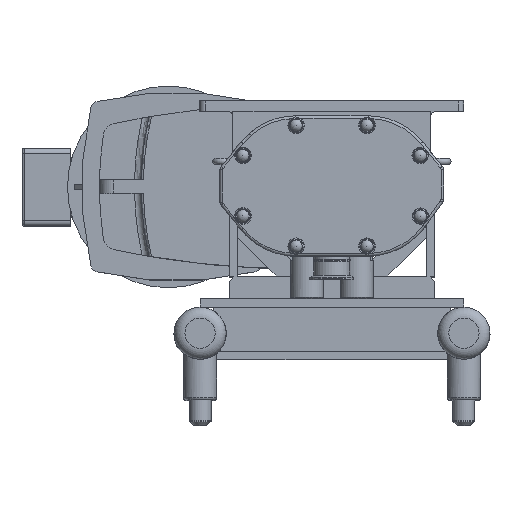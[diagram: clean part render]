
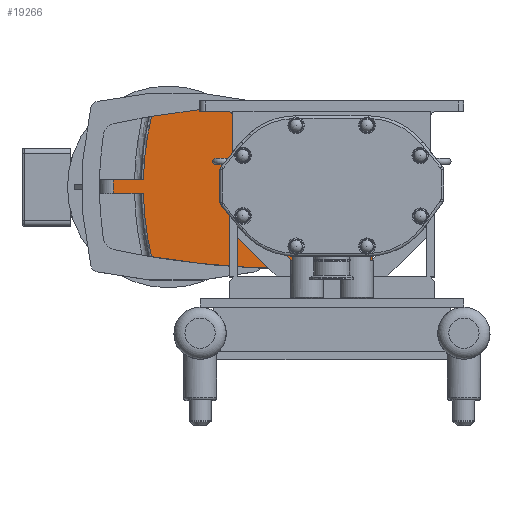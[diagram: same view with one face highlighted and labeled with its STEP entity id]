
A CAD part, top view. The second image highlights one B-rep face of the part: STEP entity #19266.
In plain terms, the highlighted planar face has unit normal (0, 0, 1).
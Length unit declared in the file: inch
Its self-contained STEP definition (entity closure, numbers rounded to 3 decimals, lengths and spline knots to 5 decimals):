
#961=PLANE('',#21253);
#2009=LINE('',#32817,#3486);
#2013=LINE('',#32825,#3490);
#2016=LINE('',#32831,#3493);
#2033=LINE('',#32958,#3510);
#2163=LINE('',#33388,#3640);
#3486=VECTOR('',#25657,0.3937);
#3490=VECTOR('',#25663,0.3937);
#3493=VECTOR('',#25668,0.3937);
#3510=VECTOR('',#25735,0.3937);
#3640=VECTOR('',#26097,0.3937);
#4446=FACE_BOUND('',#6566,.T.);
#5424=FACE_OUTER_BOUND('',#6565,.T.);
#6565=EDGE_LOOP('',(#16996,#16997,#16998,#16999,#17000,#17001,#17002,#17003,
#17004,#17005));
#6566=EDGE_LOOP('',(#17006));
#7615=CIRCLE('',#21104,3.1145);
#7629=CIRCLE('',#21123,39.37);
#7632=CIRCLE('',#21129,15.12);
#7683=CIRCLE('',#21252,13.76);
#7684=CIRCLE('',#21254,13.76);
#7685=CIRCLE('',#21255,39.37);
#9150=VERTEX_POINT('',#32815);
#9151=VERTEX_POINT('',#32816);
#9154=VERTEX_POINT('',#32824);
#9156=VERTEX_POINT('',#32830);
#9158=VERTEX_POINT('',#32836);
#9178=VERTEX_POINT('',#32882);
#9188=VERTEX_POINT('',#32946);
#9189=VERTEX_POINT('',#32957);
#9190=VERTEX_POINT('',#32979);
#9307=VERTEX_POINT('',#33387);
#9308=VERTEX_POINT('',#33423);
#11722=EDGE_CURVE('',#9150,#9151,#2009,.T.);
#11726=EDGE_CURVE('',#9151,#9154,#2013,.T.);
#11729=EDGE_CURVE('',#9156,#9150,#2016,.T.);
#11733=EDGE_CURVE('',#9158,#9158,#7615,.T.);
#11761=EDGE_CURVE('',#9154,#9178,#7629,.T.);
#11767=EDGE_CURVE('',#9189,#9188,#2033,.T.);
#11771=EDGE_CURVE('',#9189,#9190,#7632,.T.);
#11950=EDGE_CURVE('',#9307,#9190,#2163,.T.);
#11956=EDGE_CURVE('',#9178,#9188,#7683,.T.);
#11957=EDGE_CURVE('',#9307,#9308,#7684,.T.);
#11958=EDGE_CURVE('',#9308,#9156,#7685,.T.);
#16996=ORIENTED_EDGE('',*,*,#11957,.F.);
#16997=ORIENTED_EDGE('',*,*,#11950,.T.);
#16998=ORIENTED_EDGE('',*,*,#11771,.F.);
#16999=ORIENTED_EDGE('',*,*,#11767,.T.);
#17000=ORIENTED_EDGE('',*,*,#11956,.F.);
#17001=ORIENTED_EDGE('',*,*,#11761,.F.);
#17002=ORIENTED_EDGE('',*,*,#11726,.F.);
#17003=ORIENTED_EDGE('',*,*,#11722,.F.);
#17004=ORIENTED_EDGE('',*,*,#11729,.F.);
#17005=ORIENTED_EDGE('',*,*,#11958,.F.);
#17006=ORIENTED_EDGE('',*,*,#11733,.T.);
#19266=ADVANCED_FACE('',(#5424,#4446),#961,.T.);
#21104=AXIS2_PLACEMENT_3D('',#32838,#25674,#25675);
#21123=AXIS2_PLACEMENT_3D('',#32919,#25724,#25725);
#21129=AXIS2_PLACEMENT_3D('',#32998,#25739,#25740);
#21252=AXIS2_PLACEMENT_3D('',#33421,#26114,#26115);
#21253=AXIS2_PLACEMENT_3D('',#33422,#26116,#26117);
#21254=AXIS2_PLACEMENT_3D('',#33424,#26118,#26119);
#21255=AXIS2_PLACEMENT_3D('',#33425,#26120,#26121);
#25657=DIRECTION('',(0.,-1.,0.));
#25663=DIRECTION('',(-1.,0.,0.));
#25668=DIRECTION('',(1.,0.,0.));
#25674=DIRECTION('center_axis',(0.,0.,
-1.));
#25675=DIRECTION('ref_axis',(0.,-1.,0.));
#25724=DIRECTION('center_axis',(0.,0.,
-1.));
#25725=DIRECTION('ref_axis',(0.22,0.975,0.));
#25735=DIRECTION('',(1.,0.,0.));
#25739=DIRECTION('center_axis',(0.,0.,
-1.));
#25740=DIRECTION('ref_axis',(-1.,0.,0.));
#26097=DIRECTION('',(-1.,0.,0.));
#26114=DIRECTION('center_axis',(0.,0.,
-1.));
#26115=DIRECTION('ref_axis',(-0.992,-0.127,0.));
#26116=DIRECTION('center_axis',(0.,0.,
1.));
#26117=DIRECTION('ref_axis',(0.,1.,0.));
#26118=DIRECTION('center_axis',(0.,0.,
-1.));
#26119=DIRECTION('ref_axis',(-0.992,0.127,0.));
#26120=DIRECTION('center_axis',(0.,0.,
-1.));
#26121=DIRECTION('ref_axis',(0.,-1.,0.));
#32815=CARTESIAN_POINT('',(1.834,3.74,-14.472));
#32816=CARTESIAN_POINT('',(1.834,-3.74,-14.472));
#32817=CARTESIAN_POINT('',(1.834,3.74,-14.472));
#32824=CARTESIAN_POINT('',(-1.65,-3.74,-14.472));
#32825=CARTESIAN_POINT('',(1.834,-3.74,-14.472));
#32830=CARTESIAN_POINT('',(-1.65,3.74,-14.472));
#32831=CARTESIAN_POINT('',(-1.65,3.74,-14.472));
#32836=CARTESIAN_POINT('',(-1.65,3.1145,-14.472));
#32838=CARTESIAN_POINT('Origin',(-1.65,0.,
-14.472));
#32882=CARTESIAN_POINT('',(-8.20084,-3.19117,-14.472));
#32919=CARTESIAN_POINT('Origin',(-1.65,35.63,-14.472));
#32946=CARTESIAN_POINT('',(-8.57239,-0.315,-14.472));
#32957=CARTESIAN_POINT('',(-9.93272,-0.315,-14.472));
#32958=CARTESIAN_POINT('',(-6.98571,-0.315,-14.472));
#32979=CARTESIAN_POINT('',(-9.93272,0.315,-14.472));
#32998=CARTESIAN_POINT('Origin',(5.184,0.,-14.472));
#33387=CARTESIAN_POINT('',(-8.57239,0.315,-14.472));
#33388=CARTESIAN_POINT('',(-6.04049,0.315,-14.472));
#33421=CARTESIAN_POINT('Origin',(5.184,0.,-14.472));
#33422=CARTESIAN_POINT('Origin',(-3.40857,0.,
-14.472));
#33423=CARTESIAN_POINT('',(-8.20084,3.19117,-14.472));
#33424=CARTESIAN_POINT('Origin',(5.184,0.,-14.472));
#33425=CARTESIAN_POINT('Origin',(-1.65,-35.63,-14.472));
